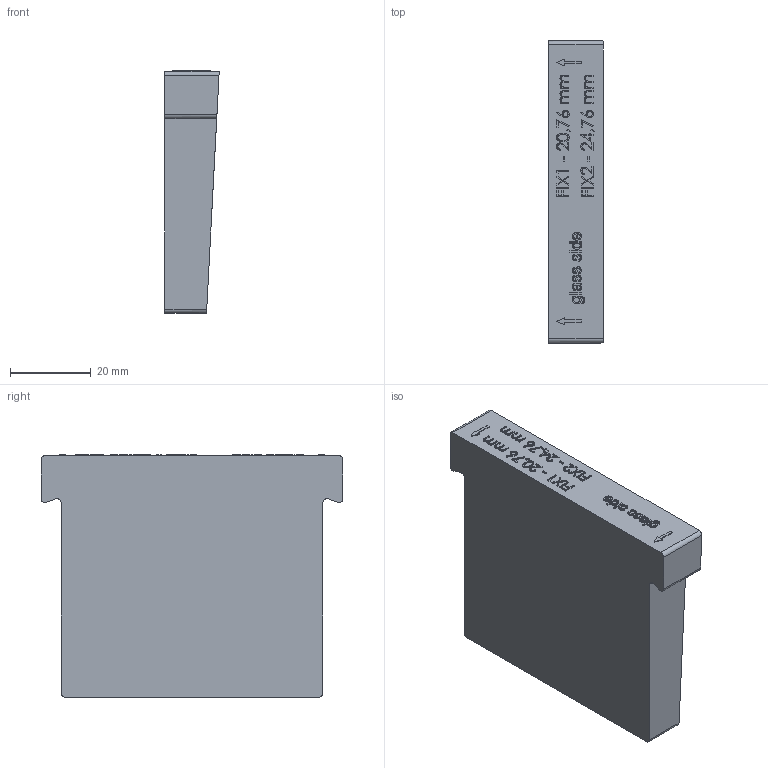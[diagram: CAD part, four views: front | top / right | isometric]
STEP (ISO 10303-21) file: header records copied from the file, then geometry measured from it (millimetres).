
FILE_DESCRIPTION (( 'STEP AP214' ), '1' );
FILE_NAME ('A19_FIXPLAST-21-25.STEP', '2022-09-28T12:31:14', ( '' ), ( '' ), 'SwSTEP 2.0', 'SolidWorks 2019', '' );
FILE_SCHEMA (( 'AUTOMOTIVE_DESIGN' ));
Length unit declared in the file: millimetre
Products named in the file (1): A19_FIXPLAST-21-25
Bounding box: 13.5 x 75 x 60.2 mm (x, y, z)
Volume: 20837.6 mm3; surface area: 20841.6 mm2
Topology: 1 solids, 1 shells, 522 faces, 1380 edges, 920 vertices
Faces by surface type: plane 346, bspline 103, cylinder 73
Entity records: 22446 total; most frequent: CARTESIAN_POINT 10294, ORIENTED_EDGE 2760, DIRECTION 2016, EDGE_CURVE 1380, VECTOR 1028, LINE 1028, VERTEX_POINT 920, EDGE_LOOP 582
